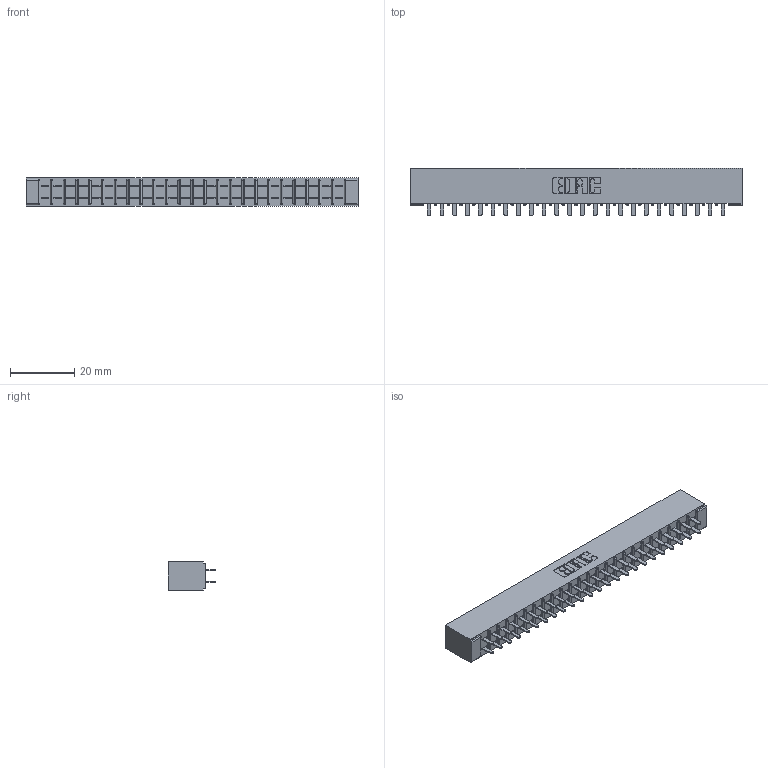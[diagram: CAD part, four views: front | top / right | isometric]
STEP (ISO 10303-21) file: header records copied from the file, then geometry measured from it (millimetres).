
FILE_DESCRIPTION (( 'STEP AP203' ), '1' );
FILE_NAME ('355-048-521-201.STEP', '2019-09-11T15:14:13', ( '' ), ( '' ), 'SwSTEP 2.0', 'SolidWorks 2016', '' );
FILE_SCHEMA (( 'CONFIG_CONTROL_DESIGN' ));
Length unit declared in the file: inch
Products named in the file (3): 305 Part_No Mounting; 305-290-001_521; 355-048-521-201
Assembly tree (49 placements, depth 2):
  355-048-521-201
    305 Part_No Mounting
    305-290-001_521  x48
Bounding box: 102.97 x 14.86 x 8.71 mm (x, y, z)
Volume: 6597.2 mm3; surface area: 12948.2 mm2
Topology: 49 solids, 49 shells, 2316 faces, 6604 edges, 4272 vertices
Faces by surface type: plane 1360, cylinder 860, sphere 96
Entity records: 27779 total; most frequent: CARTESIAN_POINT 4594, ORIENTED_EDGE 4556, DIRECTION 4456, EDGE_CURVE 2278, LINE 1828, VECTOR 1828, VERTEX_POINT 1452, AXIS2_PLACEMENT_3D 1314
